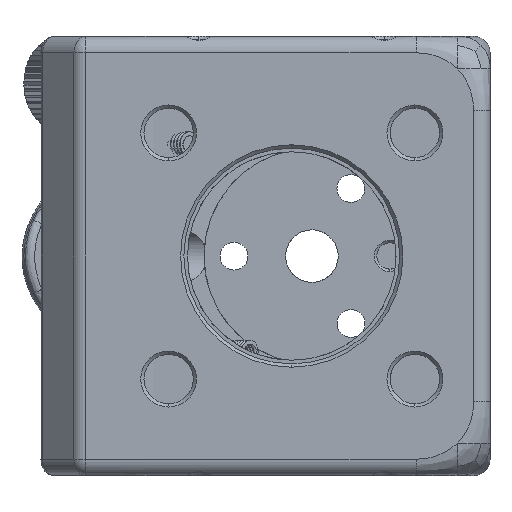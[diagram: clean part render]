
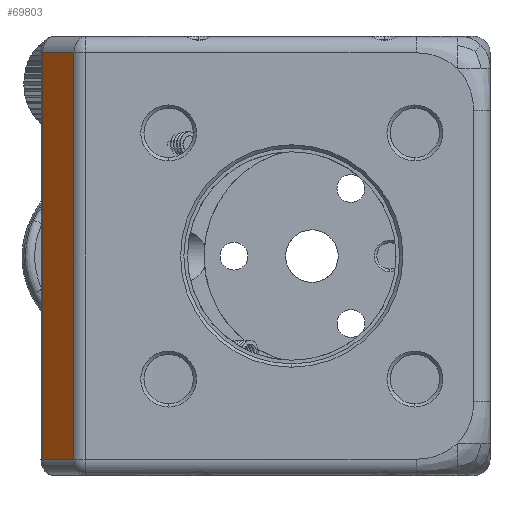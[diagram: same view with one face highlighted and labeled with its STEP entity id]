
A CAD part, left-side view. The second image highlights one B-rep face of the part: STEP entity #69803.
In plain terms, the highlighted planar face has unit normal (-0.707, 0.707, 0).
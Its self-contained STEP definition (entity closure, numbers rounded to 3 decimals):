
#1357 = DIRECTION ( 'NONE',  ( 0.707, 0.707, 0. ) ) ;
#1788 = DIRECTION ( 'NONE',  ( 0., 0., 1. ) ) ;
#6363 = CARTESIAN_POINT ( 'NONE',  ( -13.724, 27.112, -41.37 ) ) ;
#6740 = CARTESIAN_POINT ( 'NONE',  ( -13.724, 27.112, 8.13 ) ) ;
#7197 = AXIS2_PLACEMENT_3D ( 'NONE', #31528, #68716, #64394 ) ;
#8960 = PLANE ( 'NONE',  #7197 ) ;
#10114 = EDGE_CURVE ( 'NONE', #32592, #28677, #11397, .T. ) ;
#11397 = LINE ( 'NONE', #6363, #13206 ) ;
#13206 = VECTOR ( 'NONE', #23200, 1000. ) ;
#14534 = VECTOR ( 'NONE', #1357, 1000. ) ;
#14674 = ORIENTED_EDGE ( 'NONE', *, *, #10114, .T. ) ;
#15237 = VECTOR ( 'NONE', #54030, 1000. ) ;
#23200 = DIRECTION ( 'NONE',  ( -0.707, -0.707, 0. ) ) ;
#23789 = CARTESIAN_POINT ( 'NONE',  ( -14.29, 26.546, -41.37 ) ) ;
#25437 = FACE_OUTER_BOUND ( 'NONE', #28202, .T. ) ;
#25446 = ORIENTED_EDGE ( 'NONE', *, *, #26631, .T. ) ;
#26631 = EDGE_CURVE ( 'NONE', #28677, #38042, #39393, .T. ) ;
#26817 = VECTOR ( 'NONE', #1788, 1000. ) ;
#28202 = EDGE_LOOP ( 'NONE', ( #39894, #38717, #14674, #25446 ) ) ;
#28677 = VERTEX_POINT ( 'NONE', #29633 ) ;
#29633 = CARTESIAN_POINT ( 'NONE',  ( -18.088, 22.748, -41.37 ) ) ;
#30184 = CARTESIAN_POINT ( 'NONE',  ( -18.088, 22.748, 8.13 ) ) ;
#31528 = CARTESIAN_POINT ( 'NONE',  ( -13.724, 27.112, 10.13 ) ) ;
#32592 = VERTEX_POINT ( 'NONE', #23789 ) ;
#32779 = EDGE_CURVE ( 'NONE', #38042, #56267, #49733, .T. ) ;
#38042 = VERTEX_POINT ( 'NONE', #30184 ) ;
#38717 = ORIENTED_EDGE ( 'NONE', *, *, #49675, .T. ) ;
#39393 = LINE ( 'NONE', #50852, #26817 ) ;
#39894 = ORIENTED_EDGE ( 'NONE', *, *, #32779, .T. ) ;
#42944 = CARTESIAN_POINT ( 'NONE',  ( -14.29, 26.546, 10.13 ) ) ;
#49675 = EDGE_CURVE ( 'NONE', #56267, #32592, #58011, .T. ) ;
#49733 = LINE ( 'NONE', #6740, #14534 ) ;
#50852 = CARTESIAN_POINT ( 'NONE',  ( -18.088, 22.748, 10.13 ) ) ;
#54030 = DIRECTION ( 'NONE',  ( 0., 0., -1. ) ) ;
#56267 = VERTEX_POINT ( 'NONE', #60482 ) ;
#58011 = LINE ( 'NONE', #42944, #15237 ) ;
#60482 = CARTESIAN_POINT ( 'NONE',  ( -14.29, 26.546, 8.13 ) ) ;
#64394 = DIRECTION ( 'NONE',  ( 0., 0., -1. ) ) ;
#68716 = DIRECTION ( 'NONE',  ( 0.707, -0.707, 0. ) ) ;
#69803 = ADVANCED_FACE ( 'NONE', ( #25437 ), #8960, .F. ) ;
